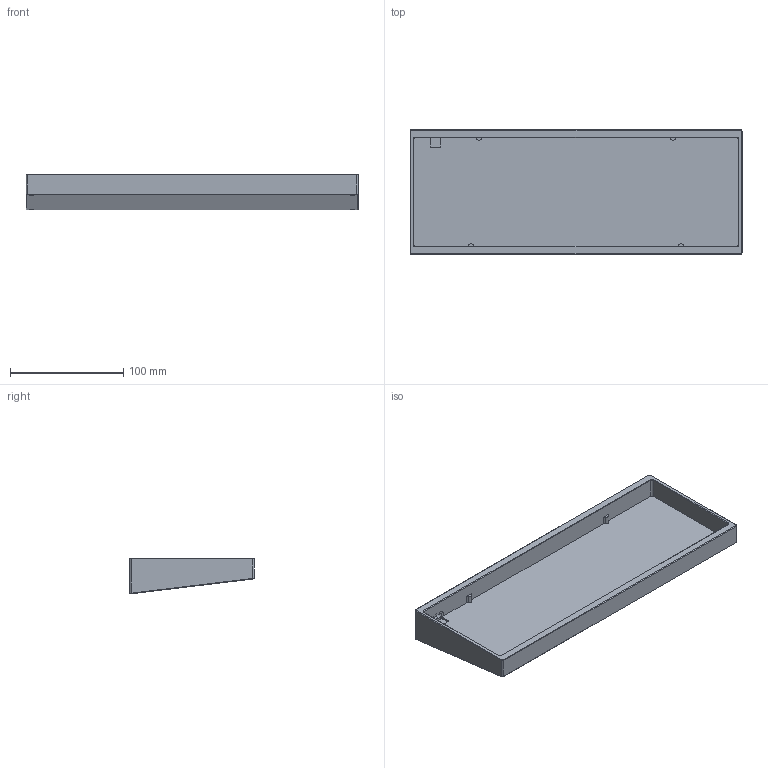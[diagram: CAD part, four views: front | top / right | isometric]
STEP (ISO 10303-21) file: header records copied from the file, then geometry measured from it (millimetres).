
FILE_DESCRIPTION(/* description */ (''),/* implementation_level */ '2;1');
FILE_NAME(/* name */ 'Gasket Tofu NO JST v8.step',/* time_stamp */ '2021-03-02T23:42:46-05:00',/* author */ (''),/* organization */ (''),/* preprocessor_version */ 'ST-DEVELOPER v18.1',/* originating_system */ 'Autodesk Translation Framework v9.10.0.1330',/* authorisation */ '');
FILE_SCHEMA (('AUTOMOTIVE_DESIGN { 1 0 10303 214 3 1 1 }'));
Length unit declared in the file: millimetre
Products named in the file (1): Gasket Tofu NO JST
Bounding box: 293.7 x 110.2 x 31.55 mm (x, y, z)
Volume: 315401.1 mm3; surface area: 98231.7 mm2
Topology: 1 solids, 1 shells, 104 faces, 256 edges, 160 vertices
Faces by surface type: plane 48, cylinder 36, cone 12, bspline 8
Full cylindrical faces by diameter (mm): 4 x4
Entity records: 3213 total; most frequent: CARTESIAN_POINT 713, DIRECTION 514, ORIENTED_EDGE 512, EDGE_CURVE 256, AXIS2_PLACEMENT_3D 177, LINE 160, VECTOR 160, VERTEX_POINT 160
